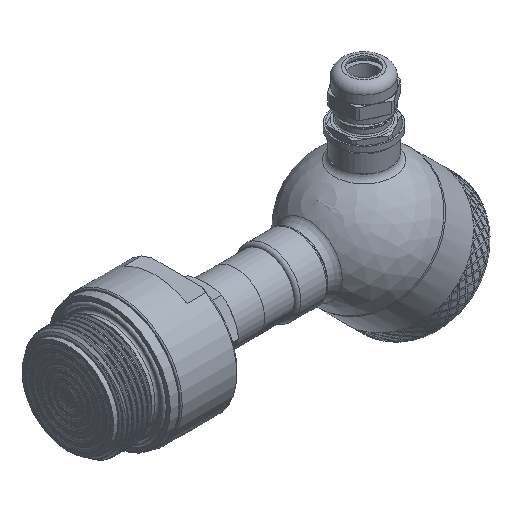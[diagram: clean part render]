
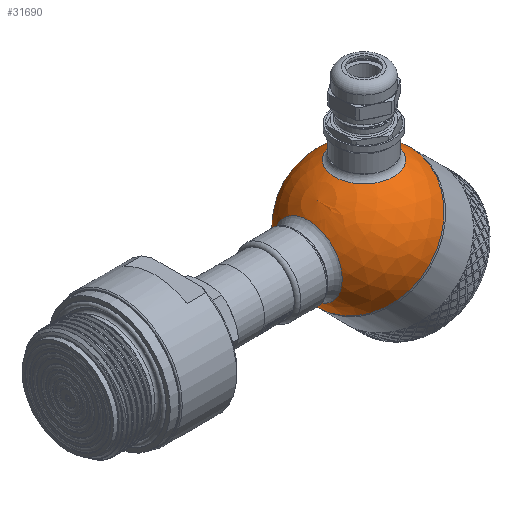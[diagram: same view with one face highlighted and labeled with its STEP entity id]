
A CAD part, isometric view. The second image highlights one B-rep face of the part: STEP entity #31690.
In plain terms, the highlighted spherical face has radius 30 mm.
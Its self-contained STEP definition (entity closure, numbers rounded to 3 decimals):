
#16=SPHERICAL_SURFACE('',#33276,30.);
#721=FACE_BOUND('',#10957,.T.);
#722=FACE_BOUND('',#10958,.T.);
#8793=FACE_OUTER_BOUND('',#10956,.T.);
#10956=EDGE_LOOP('',(#28655,#28656,#28657,#28658));
#10957=EDGE_LOOP('',(#28659));
#10958=EDGE_LOOP('',(#28660));
#11706=CIRCLE('',#33273,15.643);
#11709=CIRCLE('',#33277,30.);
#11710=CIRCLE('',#33278,30.);
#11711=CIRCLE('',#33279,30.);
#11712=CIRCLE('',#33280,13.5);
#14768=VERTEX_POINT('',#74458);
#14770=VERTEX_POINT('',#74464);
#14771=VERTEX_POINT('',#74465);
#14772=VERTEX_POINT('',#74467);
#14773=VERTEX_POINT('',#74470);
#19445=EDGE_CURVE('',#14768,#14768,#11706,.T.);
#19448=EDGE_CURVE('',#14770,#14771,#11709,.T.);
#19449=EDGE_CURVE('',#14770,#14772,#11710,.T.);
#19450=EDGE_CURVE('',#14771,#14770,#11711,.T.);
#19451=EDGE_CURVE('',#14773,#14773,#11712,.T.);
#28655=ORIENTED_EDGE('',*,*,#19448,.F.);
#28656=ORIENTED_EDGE('',*,*,#19449,.T.);
#28657=ORIENTED_EDGE('',*,*,#19449,.F.);
#28658=ORIENTED_EDGE('',*,*,#19450,.F.);
#28659=ORIENTED_EDGE('',*,*,#19445,.F.);
#28660=ORIENTED_EDGE('',*,*,#19451,.F.);
#31690=ADVANCED_FACE('',(#8793,#721,#722),#16,.T.);
#33273=AXIS2_PLACEMENT_3D('',#74459,#37004,#37005);
#33276=AXIS2_PLACEMENT_3D('',#74463,#37010,#37011);
#33277=AXIS2_PLACEMENT_3D('',#74466,#37012,#37013);
#33278=AXIS2_PLACEMENT_3D('',#74468,#37014,#37015);
#33279=AXIS2_PLACEMENT_3D('',#74469,#37016,#37017);
#33280=AXIS2_PLACEMENT_3D('',#74471,#37018,#37019);
#37004=DIRECTION('center_axis',(-0.707,0.,0.707));
#37005=DIRECTION('ref_axis',(0.707,0.,0.707));
#37010=DIRECTION('center_axis',(1.,0.,0.));
#37011=DIRECTION('ref_axis',(0.,-1.,0.));
#37012=DIRECTION('center_axis',(1.,0.,0.));
#37013=DIRECTION('ref_axis',(0.,1.,0.));
#37014=DIRECTION('center_axis',(0.,0.,1.));
#37015=DIRECTION('ref_axis',(0.,1.,0.));
#37016=DIRECTION('center_axis',(1.,0.,0.));
#37017=DIRECTION('ref_axis',(0.,1.,0.));
#37018=DIRECTION('center_axis',(-0.707,0.,-0.707));
#37019=DIRECTION('ref_axis',(-0.707,0.,0.707));
#74458=CARTESIAN_POINT('',(-29.162,0.,7.04));
#74459=CARTESIAN_POINT('Origin',(-18.101,0.,18.101));
#74463=CARTESIAN_POINT('Origin',(0.,0.,0.));
#74464=CARTESIAN_POINT('',(0.,30.,0.));
#74465=CARTESIAN_POINT('',(0.,-30.,0.));
#74466=CARTESIAN_POINT('Origin',(0.,0.,0.));
#74467=CARTESIAN_POINT('',(-30.,0.,0.));
#74468=CARTESIAN_POINT('Origin',(0.,0.,0.));
#74469=CARTESIAN_POINT('Origin',(0.,0.,0.));
#74470=CARTESIAN_POINT('',(-9.398,0.,-28.49));
#74471=CARTESIAN_POINT('Origin',(-18.944,0.,-18.944));
